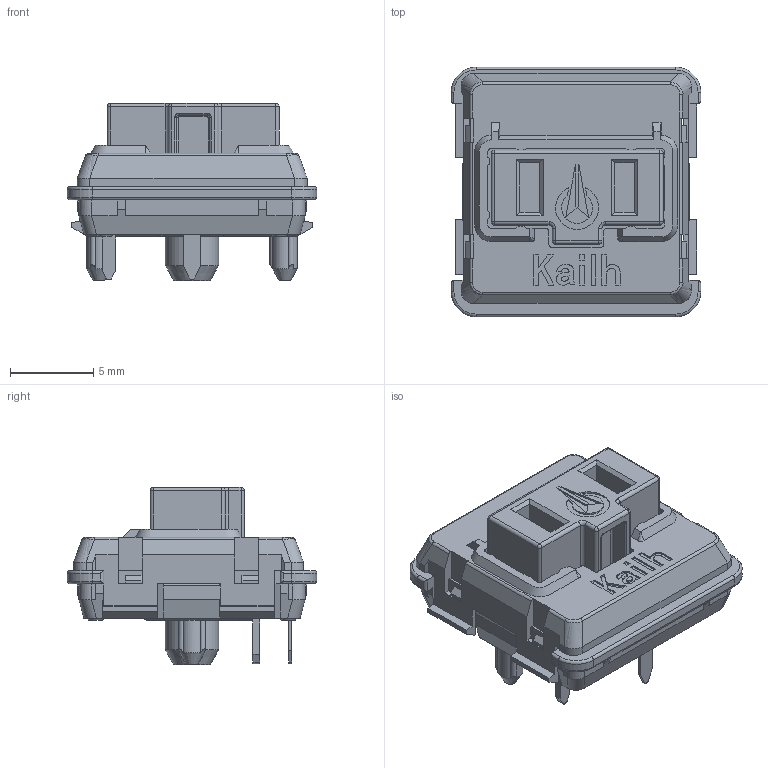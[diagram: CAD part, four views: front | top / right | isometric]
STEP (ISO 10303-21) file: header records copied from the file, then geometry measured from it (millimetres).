
FILE_DESCRIPTION(/* description */ ('STEP AP242','CAx-IF Rec.Pracs.---Representation and Presentation of Product Manufacturing Information (PMI)---4.0---2014-10-13','CAx-IF Rec.Pracs.---3D Tessellated Geometry---0.4---2014-09-14','2;1'),/* implementation_level */ '2;1');
FILE_NAME(/* name */ '651a6e9ccee9953d4758d9c3',/* time_stamp */ '2023-10-02T07:17:50Z',/* author */ (''),/* organization */ (''),/* preprocessor_version */ 'ST-DEVELOPER v19.4',/* originating_system */ ' ',/* authorisation */ ' ');
FILE_SCHEMA (('AP242_MANAGED_MODEL_BASED_3D_ENGINEERING_MIM_LF { 1 0 10303 442 1 1 4 }'));
Length unit declared in the file: metre
Products named in the file (6): Assembly 1; Document
Assembly tree (5 placements, depth 2):
  Assembly 1
    Document
    Document
    Document
    Document
    Document
Bounding box: 15 x 15 x 10.65 mm (x, y, z)
Volume: 942.2 mm3; surface area: 1552 mm2
Topology: 5 solids, 5 shells, 481 faces, 1290 edges, 824 vertices
Faces by surface type: plane 328, cylinder 102, bspline 20, torus 14, cone 11, sphere 6
Full cylindrical faces by diameter (mm): 3.2 x1
Entity records: 15251 total; most frequent: CARTESIAN_POINT 3168, ORIENTED_EDGE 2554, DIRECTION 2353, EDGE_CURVE 1277, LINE 993, VECTOR 993, VERTEX_POINT 821, AXIS2_PLACEMENT_3D 680
